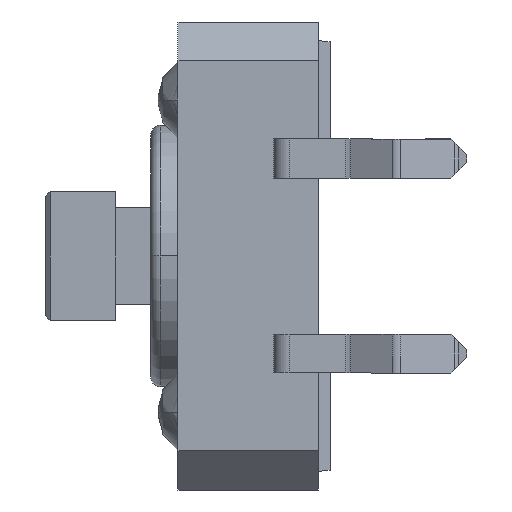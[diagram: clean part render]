
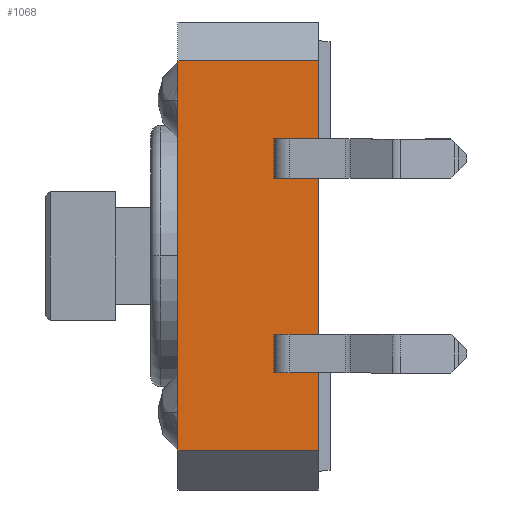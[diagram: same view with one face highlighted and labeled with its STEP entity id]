
A CAD part, left-side view. The second image highlights one B-rep face of the part: STEP entity #1068.
In plain terms, the highlighted planar face has unit normal (-1, 0, 0).
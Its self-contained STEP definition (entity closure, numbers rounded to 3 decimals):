
#970 = VERTEX_POINT('',#971);
#971 = CARTESIAN_POINT('',(-6.,5.,-3.583));
#1020 = VERTEX_POINT('',#1021);
#1021 = CARTESIAN_POINT('',(-6.,-5.,-3.583));
#1027 = EDGE_CURVE('',#1020,#970,#1028,.T.);
#1028 = LINE('',#1029,#1030);
#1029 = CARTESIAN_POINT('',(-6.,-5.,-3.583));
#1030 = VECTOR('',#1031,1.);
#1031 = DIRECTION('',(0.,1.,0.));
#1042 = VERTEX_POINT('',#1043);
#1043 = CARTESIAN_POINT('',(-6.,5.,0.018));
#1058 = EDGE_CURVE('',#970,#1042,#1059,.T.);
#1059 = LINE('',#1060,#1061);
#1060 = CARTESIAN_POINT('',(-6.,5.,-3.583));
#1061 = VECTOR('',#1062,1.);
#1062 = DIRECTION('',(0.,0.,1.));
#1068 = ADVANCED_FACE('',(#1069,#1103,#1137),#1155,.T.);
#1069 = FACE_BOUND('',#1070,.T.);
#1070 = EDGE_LOOP('',(#1071,#1081,#1089,#1097));
#1071 = ORIENTED_EDGE('',*,*,#1072,.T.);
#1072 = EDGE_CURVE('',#1073,#1075,#1077,.T.);
#1073 = VERTEX_POINT('',#1074);
#1074 = CARTESIAN_POINT('',(-6.,-3.,-2.733));
#1075 = VERTEX_POINT('',#1076);
#1076 = CARTESIAN_POINT('',(-6.,-2.,-2.733));
#1077 = LINE('',#1078,#1079);
#1078 = CARTESIAN_POINT('',(-6.,-3.,-2.733));
#1079 = VECTOR('',#1080,1.);
#1080 = DIRECTION('',(0.,1.,0.));
#1081 = ORIENTED_EDGE('',*,*,#1082,.T.);
#1082 = EDGE_CURVE('',#1075,#1083,#1085,.T.);
#1083 = VERTEX_POINT('',#1084);
#1084 = CARTESIAN_POINT('',(-6.,-2.,-2.433));
#1085 = LINE('',#1086,#1087);
#1086 = CARTESIAN_POINT('',(-6.,-2.,-2.733));
#1087 = VECTOR('',#1088,1.);
#1088 = DIRECTION('',(0.,0.,1.));
#1089 = ORIENTED_EDGE('',*,*,#1090,.T.);
#1090 = EDGE_CURVE('',#1083,#1091,#1093,.T.);
#1091 = VERTEX_POINT('',#1092);
#1092 = CARTESIAN_POINT('',(-6.,-3.,-2.433));
#1093 = LINE('',#1094,#1095);
#1094 = CARTESIAN_POINT('',(-6.,-2.,-2.433));
#1095 = VECTOR('',#1096,1.);
#1096 = DIRECTION('',(0.,-1.,0.));
#1097 = ORIENTED_EDGE('',*,*,#1098,.T.);
#1098 = EDGE_CURVE('',#1091,#1073,#1099,.T.);
#1099 = LINE('',#1100,#1101);
#1100 = CARTESIAN_POINT('',(-6.,-3.,-2.433));
#1101 = VECTOR('',#1102,1.);
#1102 = DIRECTION('',(0.,0.,-1.));
#1103 = FACE_BOUND('',#1104,.T.);
#1104 = EDGE_LOOP('',(#1105,#1115,#1123,#1131));
#1105 = ORIENTED_EDGE('',*,*,#1106,.T.);
#1106 = EDGE_CURVE('',#1107,#1109,#1111,.T.);
#1107 = VERTEX_POINT('',#1108);
#1108 = CARTESIAN_POINT('',(-6.,2.,-2.733));
#1109 = VERTEX_POINT('',#1110);
#1110 = CARTESIAN_POINT('',(-6.,3.,-2.733));
#1111 = LINE('',#1112,#1113);
#1112 = CARTESIAN_POINT('',(-6.,2.,-2.733));
#1113 = VECTOR('',#1114,1.);
#1114 = DIRECTION('',(0.,1.,0.));
#1115 = ORIENTED_EDGE('',*,*,#1116,.T.);
#1116 = EDGE_CURVE('',#1109,#1117,#1119,.T.);
#1117 = VERTEX_POINT('',#1118);
#1118 = CARTESIAN_POINT('',(-6.,3.,-2.433));
#1119 = LINE('',#1120,#1121);
#1120 = CARTESIAN_POINT('',(-6.,3.,-2.733));
#1121 = VECTOR('',#1122,1.);
#1122 = DIRECTION('',(0.,0.,1.));
#1123 = ORIENTED_EDGE('',*,*,#1124,.T.);
#1124 = EDGE_CURVE('',#1117,#1125,#1127,.T.);
#1125 = VERTEX_POINT('',#1126);
#1126 = CARTESIAN_POINT('',(-6.,2.,-2.433));
#1127 = LINE('',#1128,#1129);
#1128 = CARTESIAN_POINT('',(-6.,3.,-2.433));
#1129 = VECTOR('',#1130,1.);
#1130 = DIRECTION('',(0.,-1.,0.));
#1131 = ORIENTED_EDGE('',*,*,#1132,.T.);
#1132 = EDGE_CURVE('',#1125,#1107,#1133,.T.);
#1133 = LINE('',#1134,#1135);
#1134 = CARTESIAN_POINT('',(-6.,2.,-2.433));
#1135 = VECTOR('',#1136,1.);
#1136 = DIRECTION('',(0.,0.,-1.));
#1137 = FACE_BOUND('',#1138,.T.);
#1138 = EDGE_LOOP('',(#1139,#1147,#1148,#1149));
#1139 = ORIENTED_EDGE('',*,*,#1140,.T.);
#1140 = EDGE_CURVE('',#1141,#1042,#1143,.T.);
#1141 = VERTEX_POINT('',#1142);
#1142 = CARTESIAN_POINT('',(-6.,-5.,0.018));
#1143 = LINE('',#1144,#1145);
#1144 = CARTESIAN_POINT('',(-6.,-5.,0.018));
#1145 = VECTOR('',#1146,1.);
#1146 = DIRECTION('',(0.,1.,0.));
#1147 = ORIENTED_EDGE('',*,*,#1058,.F.);
#1148 = ORIENTED_EDGE('',*,*,#1027,.F.);
#1149 = ORIENTED_EDGE('',*,*,#1150,.T.);
#1150 = EDGE_CURVE('',#1020,#1141,#1151,.T.);
#1151 = LINE('',#1152,#1153);
#1152 = CARTESIAN_POINT('',(-6.,-5.,-3.583));
#1153 = VECTOR('',#1154,1.);
#1154 = DIRECTION('',(0.,0.,1.));
#1155 = PLANE('',#1156);
#1156 = AXIS2_PLACEMENT_3D('',#1157,#1158,#1159);
#1157 = CARTESIAN_POINT('',(-6.,-5.5,-3.763));
#1158 = DIRECTION('',(-1.,0.,0.));
#1159 = DIRECTION('',(0.,0.,1.));
